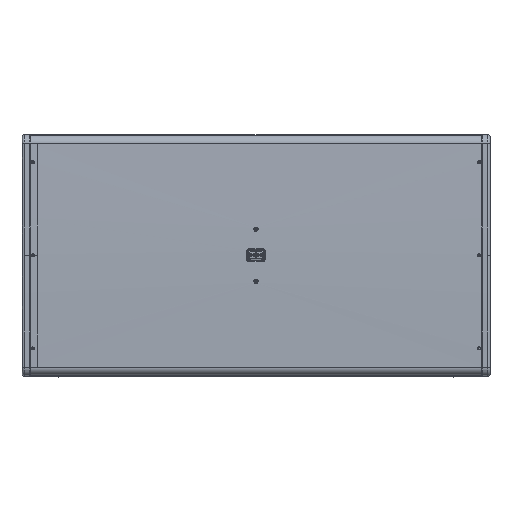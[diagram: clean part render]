
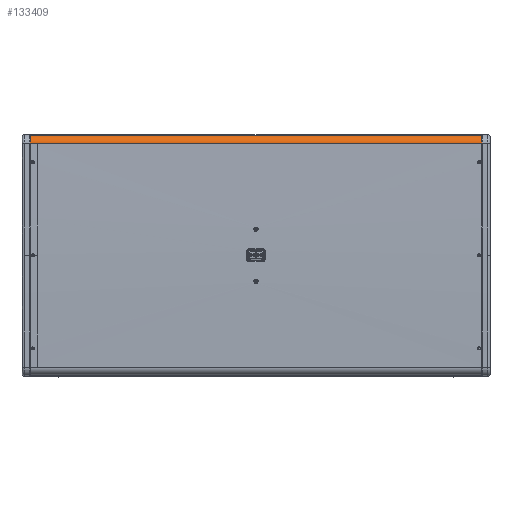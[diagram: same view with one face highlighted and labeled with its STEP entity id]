
A CAD part, top view. The second image highlights one B-rep face of the part: STEP entity #133409.
In plain terms, the highlighted cylindrical face has radius 18.5 mm (diameter 37 mm), a partial arc.
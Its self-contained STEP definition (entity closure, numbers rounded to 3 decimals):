
#8289 = AXIS2_PLACEMENT_3D ( 'NONE', #46089, #106760, #108757 ) ;
#9664 = CARTESIAN_POINT ( 'NONE',  ( -520.5, 258.574, 348.991 ) ) ;
#10334 = DIRECTION ( 'NONE',  ( 1., 0., 0. ) ) ;
#12330 = EDGE_CURVE ( 'NONE', #127381, #106052, #41956, .T. ) ;
#13828 = VECTOR ( 'NONE', #10334, 1000. ) ;
#21121 = DIRECTION ( 'NONE',  ( 1., 0., 0. ) ) ;
#21151 = CIRCLE ( 'NONE', #94343, 18.5 ) ;
#26225 = CARTESIAN_POINT ( 'NONE',  ( 520.5, 258., 330.5 ) ) ;
#30849 = CARTESIAN_POINT ( 'NONE',  ( 520.5, 258.574, 348.991 ) ) ;
#31368 = EDGE_CURVE ( 'NONE', #127381, #73996, #21151, .T. ) ;
#33871 = AXIS2_PLACEMENT_3D ( 'NONE', #26225, #76744, #55164 ) ;
#36662 = CARTESIAN_POINT ( 'NONE',  ( -520.5, 258.574, 348.991 ) ) ;
#41956 = LINE ( 'NONE', #73580, #101395 ) ;
#44427 = EDGE_CURVE ( 'NONE', #73181, #106052, #85520, .T. ) ;
#46089 = CARTESIAN_POINT ( 'NONE',  ( -1041.36, 258., 330.5 ) ) ;
#55164 = DIRECTION ( 'NONE',  ( 0., 0., 1. ) ) ;
#63736 = ORIENTED_EDGE ( 'NONE', *, *, #44427, .T. ) ;
#65577 = ORIENTED_EDGE ( 'NONE', *, *, #98289, .T. ) ;
#65955 = CARTESIAN_POINT ( 'NONE',  ( -520.5, 276.5, 330.5 ) ) ;
#73181 = VERTEX_POINT ( 'NONE', #30849 ) ;
#73580 = CARTESIAN_POINT ( 'NONE',  ( -520.5, 276.5, 330.5 ) ) ;
#73996 = VERTEX_POINT ( 'NONE', #36662 ) ;
#75778 = CYLINDRICAL_SURFACE ( 'NONE', #8289, 18.5 ) ;
#76744 = DIRECTION ( 'NONE',  ( -1., 0., 0. ) ) ;
#78006 = ORIENTED_EDGE ( 'NONE', *, *, #12330, .F. ) ;
#79592 = ORIENTED_EDGE ( 'NONE', *, *, #31368, .T. ) ;
#80367 = DIRECTION ( 'NONE',  ( 0., 0., -1. ) ) ;
#85520 = CIRCLE ( 'NONE', #33871, 18.5 ) ;
#87573 = CARTESIAN_POINT ( 'NONE',  ( 520.5, 276.5, 330.5 ) ) ;
#94343 = AXIS2_PLACEMENT_3D ( 'NONE', #101917, #131641, #80367 ) ;
#98289 = EDGE_CURVE ( 'NONE', #73996, #73181, #123581, .T. ) ;
#101395 = VECTOR ( 'NONE', #21121, 1000. ) ;
#101917 = CARTESIAN_POINT ( 'NONE',  ( -520.5, 258., 330.5 ) ) ;
#106052 = VERTEX_POINT ( 'NONE', #87573 ) ;
#106760 = DIRECTION ( 'NONE',  ( 1., 0., 0. ) ) ;
#107451 = FACE_OUTER_BOUND ( 'NONE', #125543, .T. ) ;
#108757 = DIRECTION ( 'NONE',  ( 0., 0., -1. ) ) ;
#123581 = LINE ( 'NONE', #9664, #13828 ) ;
#125543 = EDGE_LOOP ( 'NONE', ( #63736, #78006, #79592, #65577 ) ) ;
#127381 = VERTEX_POINT ( 'NONE', #65955 ) ;
#131641 = DIRECTION ( 'NONE',  ( 1., 0., 0. ) ) ;
#133409 = ADVANCED_FACE ( 'NONE', ( #107451 ), #75778, .T. ) ;
